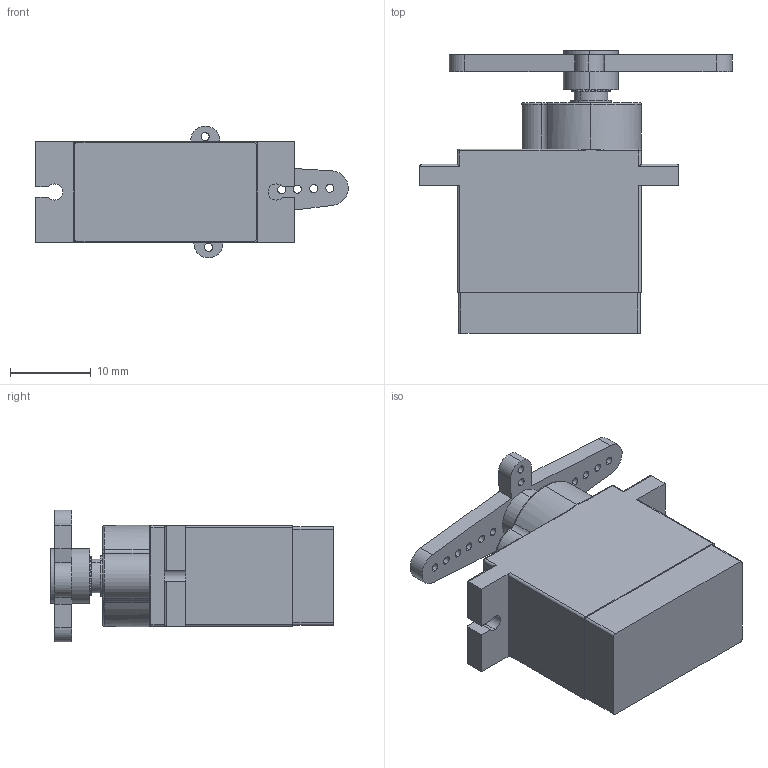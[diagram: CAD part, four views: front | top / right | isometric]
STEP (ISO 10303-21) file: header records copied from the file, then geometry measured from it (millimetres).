
FILE_DESCRIPTION (( 'STEP AP214' ), '1' );
FILE_NAME ('MG90servo_assembly.STEP', '2018-12-07T21:42:30', ( '' ), ( '' ), 'SwSTEP 2.0', 'SolidWorks 2018', '' );
FILE_SCHEMA (( 'AUTOMOTIVE_DESIGN' ));
Length unit declared in the file: inch
Products named in the file (4): MG90servo_assembly; MG90servo_gear; MG90servo_body; MG90servo_shaft
Assembly tree (3 placements, depth 2):
  MG90servo_assembly
    MG90servo_body
    MG90servo_shaft
    MG90servo_gear
Bounding box: 38.64 x 34.95 x 16.29 mm (x, y, z)
Volume: 7978.9 mm3; surface area: 3686.6 mm2
Topology: 3 solids, 3 shells, 261 faces, 674 edges, 421 vertices
Faces by surface type: plane 131, cylinder 114, torus 10, bspline 6
Entity records: 8287 total; most frequent: CARTESIAN_POINT 1548, DIRECTION 1451, ORIENTED_EDGE 1336, EDGE_CURVE 668, AXIS2_PLACEMENT_3D 536, VERTEX_POINT 421, LINE 379, VECTOR 379
